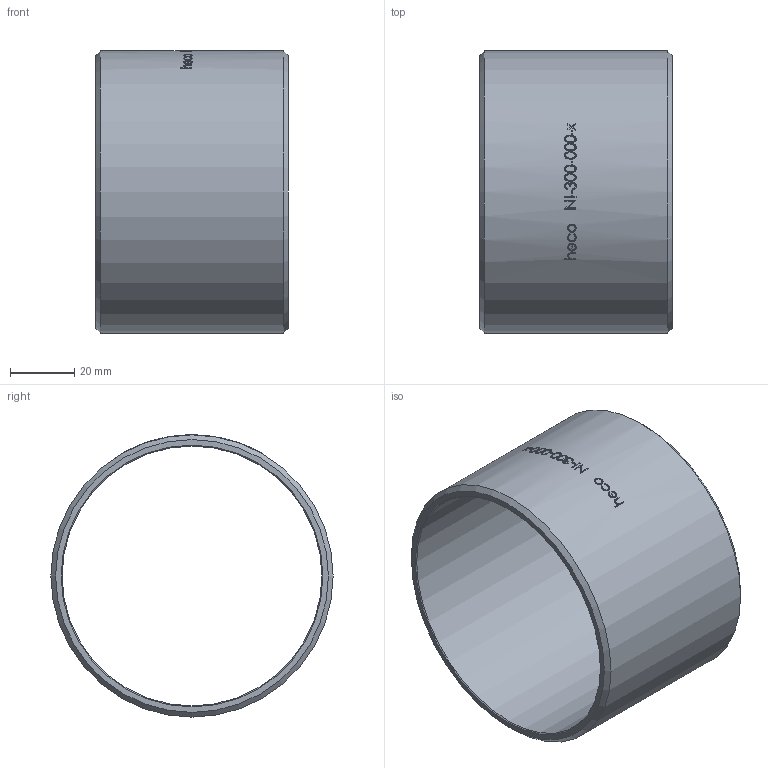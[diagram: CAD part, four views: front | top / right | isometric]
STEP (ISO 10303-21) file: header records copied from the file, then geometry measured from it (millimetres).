
FILE_DESCRIPTION (( 'STEP AP214' ), '1' );
FILE_NAME ('NI-300-000-x Rohrnippel heco 1805.STEP', '2019-11-11T08:56:32', ( '' ), ( '' ), 'SwSTEP 2.0', 'SolidWorks 2016', '' );
FILE_SCHEMA (( 'AUTOMOTIVE_DESIGN' ));
Length unit declared in the file: millimetre
Products named in the file (1): NI-300-000-x Rohrnippel heco 1805
Bounding box: 60 x 87.88 x 87.88 mm (x, y, z)
Volume: 54873.8 mm3; surface area: 33097.4 mm2
Topology: 1 solids, 1 shells, 179 faces, 462 edges, 307 vertices
Faces by surface type: bspline 107, plane 43, cylinder 25, cone 4
Full cylindrical faces by diameter (mm): 80.9 x1, 87.88 x1
Entity records: 24382 total; most frequent: CARTESIAN_POINT 19119, ORIENTED_EDGE 904, EDGE_CURVE 452, B_SPLINE_CURVE_WITH_KNOTS 334, DIRECTION 318, VERTEX_POINT 304, EDGE_LOOP 210, FACE_OUTER_BOUND 181
